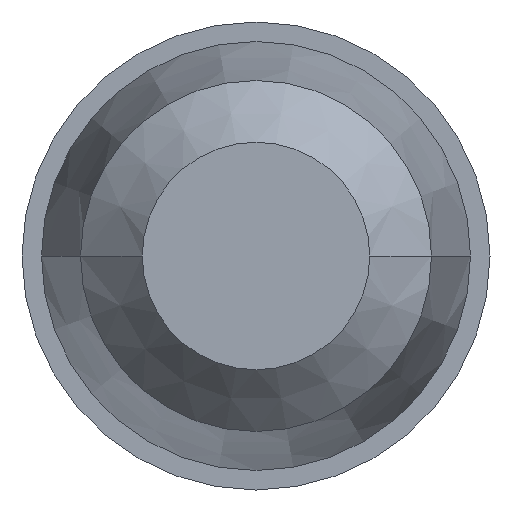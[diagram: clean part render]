
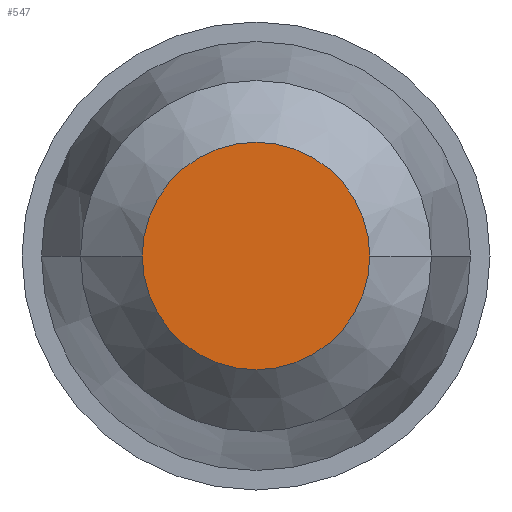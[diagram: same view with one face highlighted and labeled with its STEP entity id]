
A CAD part, left-side view. The second image highlights one B-rep face of the part: STEP entity #547.
In plain terms, the highlighted planar face has unit normal (-1, 0, 0).
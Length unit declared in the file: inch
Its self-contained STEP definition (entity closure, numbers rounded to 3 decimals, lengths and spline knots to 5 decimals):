
#230=CARTESIAN_POINT('',(-4.,0.,0.));
#231=DIRECTION('',(1.,0.,0.));
#232=DIRECTION('',(0.,1.,0.));
#233=AXIS2_PLACEMENT_3D('',#230,#231,#232);
#235=CARTESIAN_POINT('',(-4.,0.,0.));
#236=DIRECTION('',(-1.,0.,0.));
#237=DIRECTION('',(0.,1.,0.));
#238=AXIS2_PLACEMENT_3D('',#235,#236,#237);
#254=CARTESIAN_POINT('',(-4.,0.0875,0.));
#255=VERTEX_POINT('',#254);
#270=CARTESIAN_POINT('',(-4.,-0.0875,0.));
#271=VERTEX_POINT('',#270);
#538=CARTESIAN_POINT('',(-4.,0.,0.));
#539=DIRECTION('',(-1.,0.,0.));
#540=DIRECTION('',(0.,1.,0.));
#541=AXIS2_PLACEMENT_3D('',#538,#539,#540);
#542=PLANE('',#541);
#543=ORIENTED_EDGE('',*,*,#533,.T.);
#544=ORIENTED_EDGE('',*,*,#517,.F.);
#545=EDGE_LOOP('',(#543,#544));
#546=FACE_OUTER_BOUND('',#545,.F.);
#547=ADVANCED_FACE('',(#546),#542,.T.);
#234=CIRCLE('',#233,0.0875);
#239=CIRCLE('',#238,0.0875);
#517=EDGE_CURVE('',#255,#271,#239,.T.);
#533=EDGE_CURVE('',#255,#271,#234,.T.);
